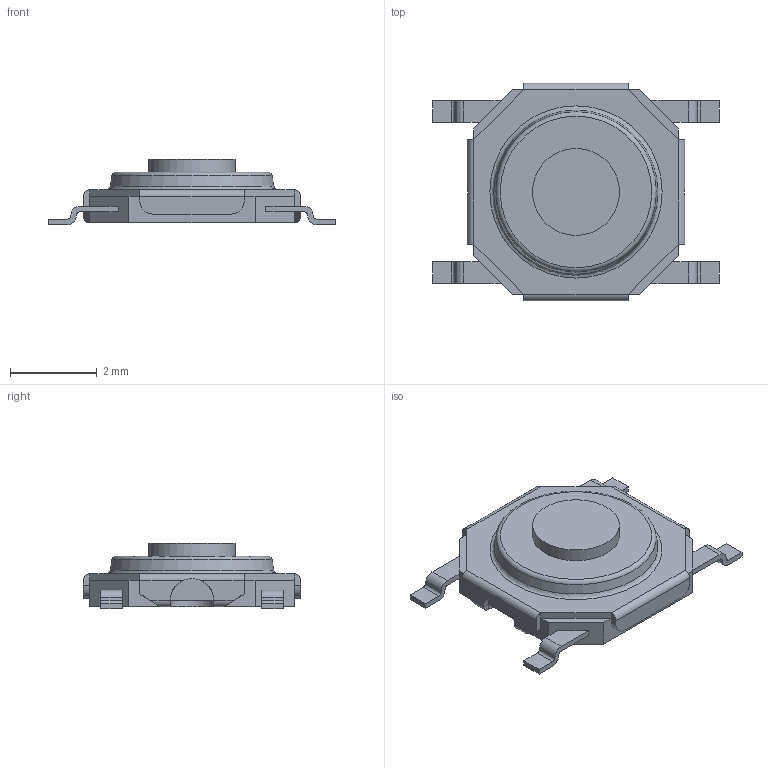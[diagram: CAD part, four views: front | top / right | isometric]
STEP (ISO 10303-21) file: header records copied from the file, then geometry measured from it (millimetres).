
FILE_DESCRIPTION((''),'2;1');
FILE_NAME('TL3342FxxxQG.stp','2011-10-31T08:20:59',('blarson'),(''),'Autodesk Inventor 11','Autodesk Inventor 11','');
FILE_SCHEMA(('AUTOMOTIVE_DESIGN { 1 0 10303 214 1 1 1 1 }'));
Length unit declared in the file: millimetre
Products named in the file (1): P010632
Bounding box: 6.6 x 5 x 1.5 mm (x, y, z)
Volume: 21 mm3; surface area: 71.8 mm2
Topology: 1 solids, 1 shells, 138 faces, 344 edges, 214 vertices
Faces by surface type: plane 81, cylinder 29, bspline 26, cone 1, torus 1
Full cylindrical faces by diameter (mm): 2 x1
Entity records: 4135 total; most frequent: CARTESIAN_POINT 880, ORIENTED_EDGE 680, DIRECTION 636, EDGE_CURVE 340, VECTOR 266, LINE 266, VERTEX_POINT 214, AXIS2_PLACEMENT_3D 185
